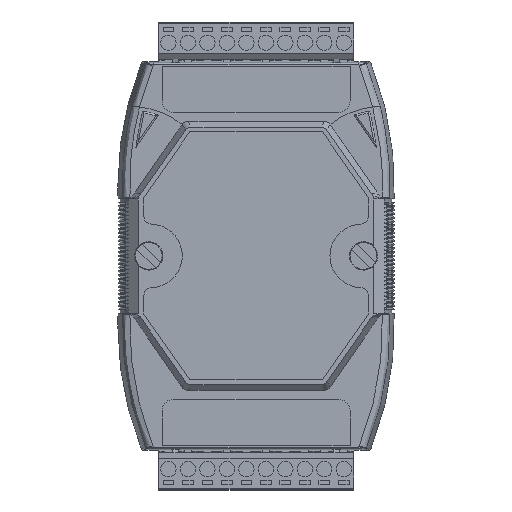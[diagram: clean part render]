
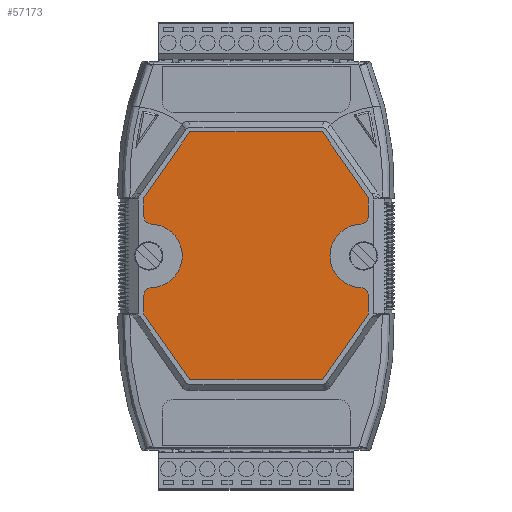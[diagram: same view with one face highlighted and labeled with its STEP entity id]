
A CAD part, top view. The second image highlights one B-rep face of the part: STEP entity #57173.
In plain terms, the highlighted face is planar.
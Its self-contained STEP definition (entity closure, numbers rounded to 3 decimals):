
#924 = EDGE_CURVE ( 'NONE', #48520, #93027, #76697, .T. ) ;
#1662 = AXIS2_PLACEMENT_3D ( 'NONE', #93115, #45844, #101101 ) ;
#5062 = CARTESIAN_POINT ( 'NONE',  ( -17.305, 0.3, 32.35 ) ) ;
#5426 = VECTOR ( 'NONE', #56286, 1000. ) ;
#5950 = DIRECTION ( 'NONE',  ( -1., 0., 0. ) ) ;
#6127 = DIRECTION ( 'NONE',  ( 0., 0., 1. ) ) ;
#7834 = ORIENTED_EDGE ( 'NONE', *, *, #33317, .T. ) ;
#8513 = VECTOR ( 'NONE', #17581, 1000. ) ;
#8893 = ORIENTED_EDGE ( 'NONE', *, *, #13896, .T. ) ;
#9048 = CARTESIAN_POINT ( 'NONE',  ( 17.305, 0.3, 32.35 ) ) ;
#11723 = VERTEX_POINT ( 'NONE', #67944 ) ;
#11881 = AXIS2_PLACEMENT_3D ( 'NONE', #81737, #34496, #89652 ) ;
#12221 = EDGE_CURVE ( 'NONE', #57918, #27740, #21927, .T. ) ;
#12503 = CARTESIAN_POINT ( 'NONE',  ( 27.25, 0.3, 10.296 ) ) ;
#13247 = DIRECTION ( 'NONE',  ( -0.571, 0., 0.821 ) ) ;
#13452 = VERTEX_POINT ( 'NONE', #25843 ) ;
#13896 = EDGE_CURVE ( 'NONE', #28072, #68537, #79866, .T. ) ;
#15119 = VERTEX_POINT ( 'NONE', #57100 ) ;
#15327 = AXIS2_PLACEMENT_3D ( 'NONE', #23075, #78254, #31012 ) ;
#17581 = DIRECTION ( 'NONE',  ( 0., 0., -1. ) ) ;
#17828 = VECTOR ( 'NONE', #13247, 1000. ) ;
#18101 = CARTESIAN_POINT ( 'NONE',  ( 29.25, 0.3, -10.296 ) ) ;
#18401 = LINE ( 'NONE', #64346, #60325 ) ;
#20483 = DIRECTION ( 'NONE',  ( 0., 1., 0. ) ) ;
#21927 = CIRCLE ( 'NONE', #67009, 2. ) ;
#22101 = LINE ( 'NONE', #18101, #40574 ) ;
#23075 = CARTESIAN_POINT ( 'NONE',  ( 27.25, 0.3, -10.296 ) ) ;
#23222 = CARTESIAN_POINT ( 'NONE',  ( -29.25, 0.3, -10.296 ) ) ;
#25843 = CARTESIAN_POINT ( 'NONE',  ( 29.25, 0.3, -10.296 ) ) ;
#27685 = VECTOR ( 'NONE', #91761, 1000. ) ;
#27740 = VERTEX_POINT ( 'NONE', #66786 ) ;
#27994 = ORIENTED_EDGE ( 'NONE', *, *, #91255, .T. ) ;
#28072 = VERTEX_POINT ( 'NONE', #42573 ) ;
#28202 = ORIENTED_EDGE ( 'NONE', *, *, #55237, .T. ) ;
#28814 = EDGE_CURVE ( 'NONE', #27740, #15119, #44561, .T. ) ;
#30857 = DIRECTION ( 'NONE',  ( 0., -1., 0. ) ) ;
#31005 = EDGE_CURVE ( 'NONE', #101378, #67422, #52924, .T. ) ;
#31012 = DIRECTION ( 'NONE',  ( 0., 0., 1. ) ) ;
#31348 = CARTESIAN_POINT ( 'NONE',  ( 17.305, 0.3, 32.35 ) ) ;
#32737 = FACE_OUTER_BOUND ( 'NONE', #79346, .T. ) ;
#33317 = EDGE_CURVE ( 'NONE', #34138, #13452, #56315, .T. ) ;
#34138 = VERTEX_POINT ( 'NONE', #44583 ) ;
#34496 = DIRECTION ( 'NONE',  ( 0., -1., 0. ) ) ;
#34568 = DIRECTION ( 'NONE',  ( 0., 1., 0. ) ) ;
#34912 = EDGE_CURVE ( 'NONE', #68537, #76273, #59757, .T. ) ;
#35067 = CARTESIAN_POINT ( 'NONE',  ( -27.308, 0.3, -8.296 ) ) ;
#37326 = CARTESIAN_POINT ( 'NONE',  ( 17.305, 0.3, -32.35 ) ) ;
#38469 = EDGE_CURVE ( 'NONE', #66622, #28072, #99087, .T. ) ;
#38963 = ORIENTED_EDGE ( 'NONE', *, *, #924, .T. ) ;
#40214 = VERTEX_POINT ( 'NONE', #35067 ) ;
#40439 = AXIS2_PLACEMENT_3D ( 'NONE', #78119, #30857, #86037 ) ;
#40574 = VECTOR ( 'NONE', #41857, 1000. ) ;
#40931 = CARTESIAN_POINT ( 'NONE',  ( -27.308, 0.3, 8.296 ) ) ;
#41857 = DIRECTION ( 'NONE',  ( 0., 0., -1. ) ) ;
#42417 = ORIENTED_EDGE ( 'NONE', *, *, #12221, .T. ) ;
#42573 = CARTESIAN_POINT ( 'NONE',  ( 17.305, 0.3, -32.35 ) ) ;
#43358 = DIRECTION ( 'NONE',  ( 1., 0., 0. ) ) ;
#44437 = EDGE_CURVE ( 'NONE', #11723, #34138, #94435, .T. ) ;
#44561 = LINE ( 'NONE', #95558, #66651 ) ;
#44583 = CARTESIAN_POINT ( 'NONE',  ( 27.308, 0.3, -8.296 ) ) ;
#45503 = CIRCLE ( 'NONE', #89876, 2. ) ;
#45686 = CARTESIAN_POINT ( 'NONE',  ( 29.25, 0.3, -15.163 ) ) ;
#45844 = DIRECTION ( 'NONE',  ( 0., 1., 0. ) ) ;
#47123 = ORIENTED_EDGE ( 'NONE', *, *, #28814, .T. ) ;
#48520 = VERTEX_POINT ( 'NONE', #77299 ) ;
#48651 = LINE ( 'NONE', #52438, #27685 ) ;
#49636 = VECTOR ( 'NONE', #53649, 1000. ) ;
#49851 = LINE ( 'NONE', #9048, #5426 ) ;
#52438 = CARTESIAN_POINT ( 'NONE',  ( -29.25, 0.3, 15.163 ) ) ;
#52924 = LINE ( 'NONE', #64779, #8513 ) ;
#53142 = AXIS2_PLACEMENT_3D ( 'NONE', #12503, #20483, #75661 ) ;
#53384 = DIRECTION ( 'NONE',  ( 0., 1., 0. ) ) ;
#53649 = DIRECTION ( 'NONE',  ( -0.571, 0., -0.821 ) ) ;
#55237 = EDGE_CURVE ( 'NONE', #40214, #57918, #91342, .T. ) ;
#55470 = ORIENTED_EDGE ( 'NONE', *, *, #98811, .T. ) ;
#56286 = DIRECTION ( 'NONE',  ( 0.571, 0., -0.821 ) ) ;
#56315 = CIRCLE ( 'NONE', #15327, 2. ) ;
#57100 = CARTESIAN_POINT ( 'NONE',  ( -29.25, 0.3, 15.163 ) ) ;
#57173 = ADVANCED_FACE ( 'NONE', ( #32737 ), #59756, .T. ) ;
#57918 = VERTEX_POINT ( 'NONE', #40931 ) ;
#58203 = CARTESIAN_POINT ( 'NONE',  ( 29.25, 0.3, 10.296 ) ) ;
#58856 = CARTESIAN_POINT ( 'NONE',  ( -29.25, 0.3, -15.163 ) ) ;
#59757 = LINE ( 'NONE', #76706, #17828 ) ;
#59756 = PLANE ( 'NONE',  #53142 ) ;
#60325 = VECTOR ( 'NONE', #96140, 1000. ) ;
#60445 = ORIENTED_EDGE ( 'NONE', *, *, #38469, .T. ) ;
#62538 = ORIENTED_EDGE ( 'NONE', *, *, #34912, .T. ) ;
#63400 = DIRECTION ( 'NONE',  ( 0., 0., 1. ) ) ;
#64346 = CARTESIAN_POINT ( 'NONE',  ( -29.25, 0.3, -15.163 ) ) ;
#64779 = CARTESIAN_POINT ( 'NONE',  ( 29.25, 0.3, 15.163 ) ) ;
#66336 = EDGE_CURVE ( 'NONE', #76273, #97675, #18401, .T. ) ;
#66622 = VERTEX_POINT ( 'NONE', #76034 ) ;
#66651 = VECTOR ( 'NONE', #63400, 1000. ) ;
#66786 = CARTESIAN_POINT ( 'NONE',  ( -29.25, 0.3, 10.296 ) ) ;
#67009 = AXIS2_PLACEMENT_3D ( 'NONE', #100671, #53384, #6127 ) ;
#67145 = EDGE_CURVE ( 'NONE', #97675, #40214, #92280, .T. ) ;
#67422 = VERTEX_POINT ( 'NONE', #58203 ) ;
#67479 = ORIENTED_EDGE ( 'NONE', *, *, #44437, .T. ) ;
#67944 = CARTESIAN_POINT ( 'NONE',  ( 27.308, 0.3, 8.296 ) ) ;
#68453 = ORIENTED_EDGE ( 'NONE', *, *, #67145, .T. ) ;
#68537 = VERTEX_POINT ( 'NONE', #87955 ) ;
#75054 = CARTESIAN_POINT ( 'NONE',  ( 29.25, 0.3, 15.163 ) ) ;
#75661 = DIRECTION ( 'NONE',  ( 0., 0., 1. ) ) ;
#75910 = ORIENTED_EDGE ( 'NONE', *, *, #77713, .T. ) ;
#76034 = CARTESIAN_POINT ( 'NONE',  ( 29.25, 0.3, -15.163 ) ) ;
#76273 = VERTEX_POINT ( 'NONE', #58856 ) ;
#76697 = LINE ( 'NONE', #5062, #79180 ) ;
#76706 = CARTESIAN_POINT ( 'NONE',  ( -17.305, 0.3, -32.35 ) ) ;
#77299 = CARTESIAN_POINT ( 'NONE',  ( -17.305, 0.3, 32.35 ) ) ;
#77369 = VECTOR ( 'NONE', #5950, 1000. ) ;
#77713 = EDGE_CURVE ( 'NONE', #15119, #48520, #48651, .T. ) ;
#78119 = CARTESIAN_POINT ( 'NONE',  ( -27.55, 0.3, 0. ) ) ;
#78254 = DIRECTION ( 'NONE',  ( 0., 1., 0. ) ) ;
#79180 = VECTOR ( 'NONE', #43358, 1000. ) ;
#79346 = EDGE_LOOP ( 'NONE', ( #75910, #38963, #27994, #87040, #93926, #67479, #7834, #55470, #60445, #8893, #62538, #88949, #68453, #28202, #42417, #47123 ) ) ;
#79866 = LINE ( 'NONE', #37326, #77369 ) ;
#81737 = CARTESIAN_POINT ( 'NONE',  ( 27.55, 0.3, 0. ) ) ;
#81806 = CARTESIAN_POINT ( 'NONE',  ( 27.25, 0.3, 10.296 ) ) ;
#83618 = EDGE_CURVE ( 'NONE', #67422, #11723, #45503, .T. ) ;
#86037 = DIRECTION ( 'NONE',  ( 0., 0., 1. ) ) ;
#87040 = ORIENTED_EDGE ( 'NONE', *, *, #31005, .T. ) ;
#87955 = CARTESIAN_POINT ( 'NONE',  ( -17.305, 0.3, -32.35 ) ) ;
#88949 = ORIENTED_EDGE ( 'NONE', *, *, #66336, .T. ) ;
#89652 = DIRECTION ( 'NONE',  ( 0., 0., 1. ) ) ;
#89719 = DIRECTION ( 'NONE',  ( 0., 0., 1. ) ) ;
#89876 = AXIS2_PLACEMENT_3D ( 'NONE', #81806, #34568, #89719 ) ;
#91255 = EDGE_CURVE ( 'NONE', #93027, #101378, #49851, .T. ) ;
#91342 = CIRCLE ( 'NONE', #40439, 8.3 ) ;
#91761 = DIRECTION ( 'NONE',  ( 0.571, 0., 0.821 ) ) ;
#92280 = CIRCLE ( 'NONE', #1662, 2. ) ;
#93027 = VERTEX_POINT ( 'NONE', #31348 ) ;
#93115 = CARTESIAN_POINT ( 'NONE',  ( -27.25, 0.3, -10.296 ) ) ;
#93926 = ORIENTED_EDGE ( 'NONE', *, *, #83618, .T. ) ;
#94435 = CIRCLE ( 'NONE', #11881, 8.3 ) ;
#95558 = CARTESIAN_POINT ( 'NONE',  ( -29.25, 0.3, 10.296 ) ) ;
#96140 = DIRECTION ( 'NONE',  ( 0., 0., 1. ) ) ;
#97675 = VERTEX_POINT ( 'NONE', #23222 ) ;
#98811 = EDGE_CURVE ( 'NONE', #13452, #66622, #22101, .T. ) ;
#99087 = LINE ( 'NONE', #45686, #49636 ) ;
#100671 = CARTESIAN_POINT ( 'NONE',  ( -27.25, 0.3, 10.296 ) ) ;
#101101 = DIRECTION ( 'NONE',  ( 0., 0., 1. ) ) ;
#101378 = VERTEX_POINT ( 'NONE', #75054 ) ;
